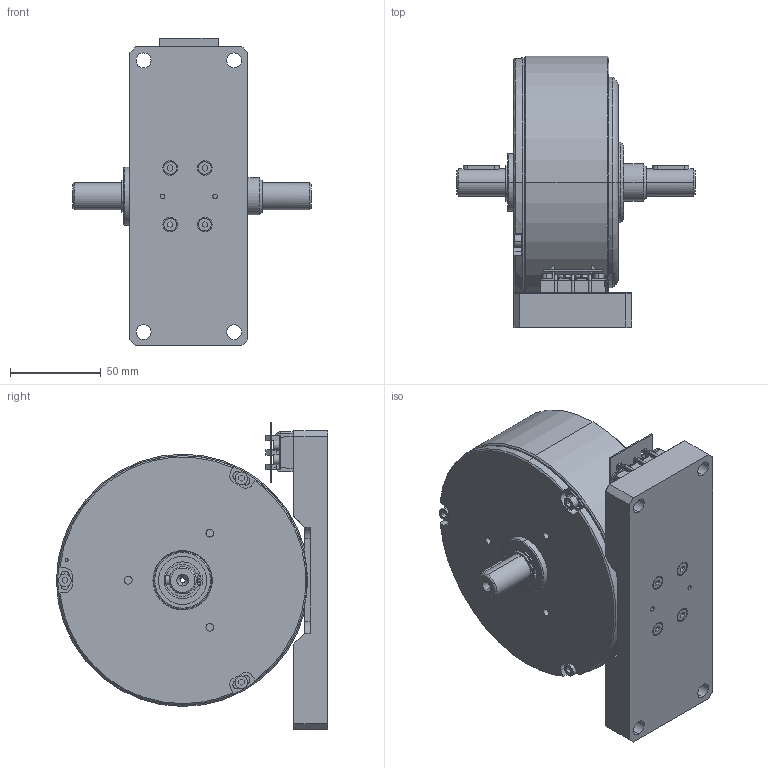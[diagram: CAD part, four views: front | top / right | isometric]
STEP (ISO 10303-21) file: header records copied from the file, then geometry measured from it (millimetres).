
FILE_DESCRIPTION (( 'STEP AP214' ), '1' );
FILE_NAME ('CHB-3_EF.STEP', '2017-11-27T12:42:02', ( 'magtrol' ), ( '' ), 'SwSTEP 2.0', 'SolidWorks 2017', '' );
FILE_SCHEMA (( 'AUTOMOTIVE_DESIGN' ));
Length unit declared in the file: inch
Products named in the file (1): CHB-3_EF
Bounding box: 131.55 x 149.65 x 169.74 mm (x, y, z)
Surface area: 115365 mm2 (no closed solid volume)
Topology: 0 solids, 32 shells, 471 faces, 1823 edges, 1380 vertices
Faces by surface type: plane 220, cylinder 183, cone 57, torus 11
Entity records: 25971 total; most frequent: CARTESIAN_POINT 4623, DIRECTION 3184, ORIENTED_EDGE 2760, EDGE_CURVE 1823, VERTEX_POINT 1380, AXIS2_PLACEMENT_3D 1123, LINE 938, VECTOR 938
